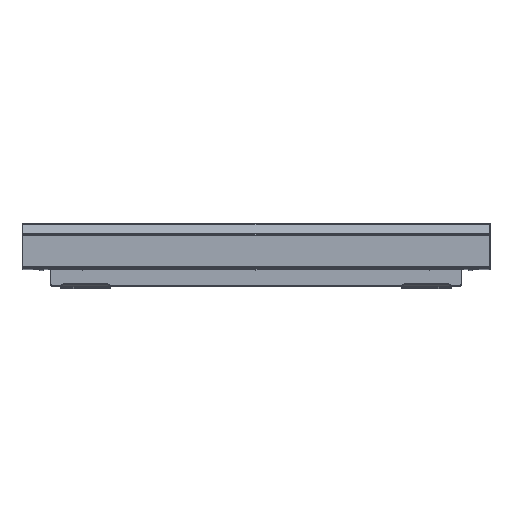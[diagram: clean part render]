
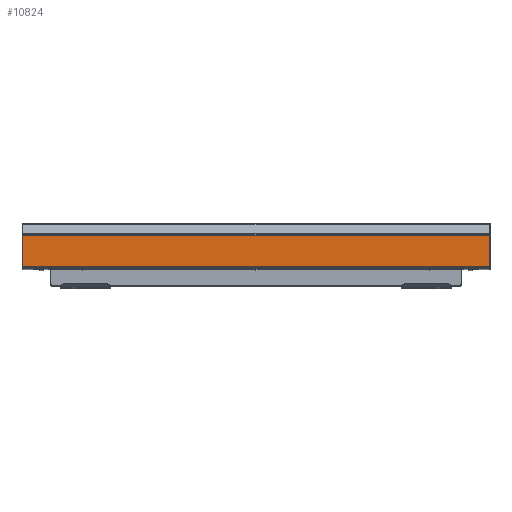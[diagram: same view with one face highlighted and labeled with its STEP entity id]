
A CAD part, top view. The second image highlights one B-rep face of the part: STEP entity #10824.
In plain terms, the highlighted planar face has unit normal (0, 0, 1).
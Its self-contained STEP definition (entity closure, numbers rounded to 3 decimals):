
#639 = EDGE_LOOP ( 'NONE', ( #3565, #10987, #3598, #2100 ) ) ;
#1299 = EDGE_CURVE ( 'NONE', #14168, #11187, #13841, .T. ) ;
#1647 = DIRECTION ( 'NONE',  ( 1., 0., 0. ) ) ;
#2100 = ORIENTED_EDGE ( 'NONE', *, *, #1299, .T. ) ;
#2701 = VECTOR ( 'NONE', #4234, 1000. ) ;
#2902 = DIRECTION ( 'NONE',  ( 0., 0., 1. ) ) ;
#3182 = CARTESIAN_POINT ( 'NONE',  ( -377.5, -19.054, 543. ) ) ;
#3301 = VECTOR ( 'NONE', #6455, 1000. ) ;
#3565 = ORIENTED_EDGE ( 'NONE', *, *, #5897, .T. ) ;
#3598 = ORIENTED_EDGE ( 'NONE', *, *, #10386, .F. ) ;
#3738 = VECTOR ( 'NONE', #5234, 1000. ) ;
#4096 = DIRECTION ( 'NONE',  ( 0., -1., 0. ) ) ;
#4200 = CARTESIAN_POINT ( 'NONE',  ( -377.5, -19.054, 543. ) ) ;
#4234 = DIRECTION ( 'NONE',  ( 0., -1., 0. ) ) ;
#5234 = DIRECTION ( 'NONE',  ( 0., -1., 0. ) ) ;
#5897 = EDGE_CURVE ( 'NONE', #11187, #11264, #7640, .T. ) ;
#6455 = DIRECTION ( 'NONE',  ( 1., 0., 0. ) ) ;
#6807 = LINE ( 'NONE', #11620, #15590 ) ;
#7112 = VERTEX_POINT ( 'NONE', #9587 ) ;
#7640 = LINE ( 'NONE', #11108, #3301 ) ;
#7872 = CARTESIAN_POINT ( 'NONE',  ( -377.5, -69.906, 543. ) ) ;
#8820 = LINE ( 'NONE', #14805, #2701 ) ;
#9587 = CARTESIAN_POINT ( 'NONE',  ( 377.5, -19.054, 543. ) ) ;
#10086 = CARTESIAN_POINT ( 'NONE',  ( -377.5, -19.054, 543. ) ) ;
#10386 = EDGE_CURVE ( 'NONE', #14168, #7112, #6807, .T. ) ;
#10824 = ADVANCED_FACE ( 'NONE', ( #14828 ), #12623, .T. ) ;
#10987 = ORIENTED_EDGE ( 'NONE', *, *, #11268, .F. ) ;
#11108 = CARTESIAN_POINT ( 'NONE',  ( -377.5, -69.906, 543. ) ) ;
#11187 = VERTEX_POINT ( 'NONE', #7872 ) ;
#11264 = VERTEX_POINT ( 'NONE', #13872 ) ;
#11268 = EDGE_CURVE ( 'NONE', #7112, #11264, #8820, .T. ) ;
#11620 = CARTESIAN_POINT ( 'NONE',  ( -377.5, -19.054, 543. ) ) ;
#12568 = AXIS2_PLACEMENT_3D ( 'NONE', #10086, #2902, #4096 ) ;
#12623 = PLANE ( 'NONE',  #12568 ) ;
#13841 = LINE ( 'NONE', #4200, #3738 ) ;
#13872 = CARTESIAN_POINT ( 'NONE',  ( 377.5, -69.906, 543. ) ) ;
#14168 = VERTEX_POINT ( 'NONE', #3182 ) ;
#14805 = CARTESIAN_POINT ( 'NONE',  ( 377.5, -19.054, 543. ) ) ;
#14828 = FACE_OUTER_BOUND ( 'NONE', #639, .T. ) ;
#15590 = VECTOR ( 'NONE', #1647, 1000. ) ;
